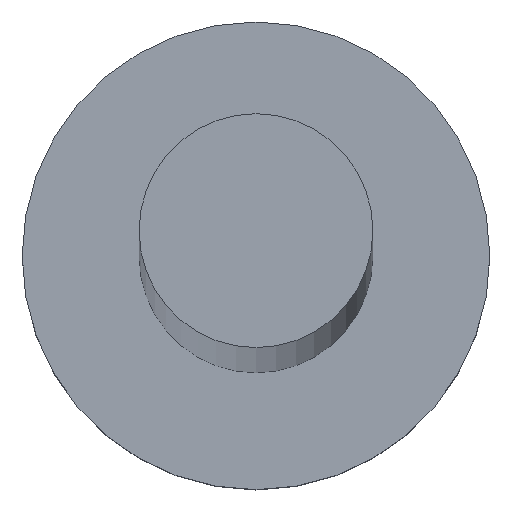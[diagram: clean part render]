
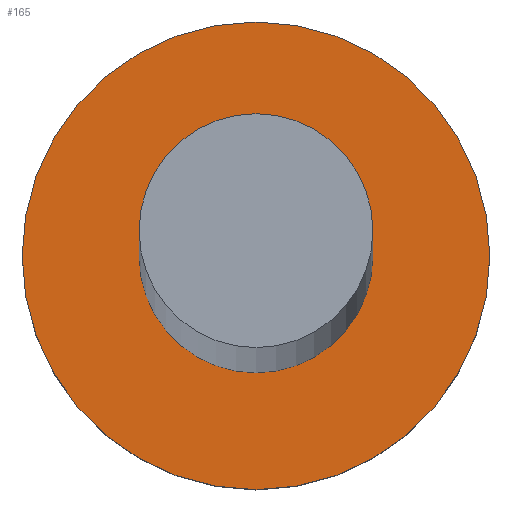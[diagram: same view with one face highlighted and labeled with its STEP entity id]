
A CAD part, top view. The second image highlights one B-rep face of the part: STEP entity #165.
In plain terms, the highlighted planar face has unit normal (0, 0, 1).
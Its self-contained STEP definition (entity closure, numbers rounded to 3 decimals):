
#6 = AXIS2_PLACEMENT_3D ( 'NONE', #155, #112, #91 ) ;
#7 = FACE_OUTER_BOUND ( 'NONE', #9, .T. ) ;
#9 = EDGE_LOOP ( 'NONE', ( #80, #178 ) ) ;
#11 = VERTEX_POINT ( 'NONE', #151 ) ;
#17 = EDGE_CURVE ( 'NONE', #224, #35, #218, .T. ) ;
#18 = DIRECTION ( 'NONE',  ( 1., 0., 0. ) ) ;
#20 = CARTESIAN_POINT ( 'NONE',  ( 0., 0., 3. ) ) ;
#28 = DIRECTION ( 'NONE',  ( 1., 0., 0. ) ) ;
#29 = EDGE_LOOP ( 'NONE', ( #144, #244 ) ) ;
#30 = DIRECTION ( 'NONE',  ( 0., 0., 1. ) ) ;
#32 = AXIS2_PLACEMENT_3D ( 'NONE', #189, #103, #150 ) ;
#35 = VERTEX_POINT ( 'NONE', #109 ) ;
#40 = EDGE_CURVE ( 'NONE', #11, #160, #64, .T. ) ;
#45 = CIRCLE ( 'NONE', #105, 4. ) ;
#55 = DIRECTION ( 'NONE',  ( 0., 0., 1. ) ) ;
#64 = CIRCLE ( 'NONE', #32, 4. ) ;
#65 = EDGE_CURVE ( 'NONE', #160, #11, #45, .T. ) ;
#77 = PLANE ( 'NONE',  #6 ) ;
#80 = ORIENTED_EDGE ( 'NONE', *, *, #65, .T. ) ;
#89 = DIRECTION ( 'NONE',  ( 1., 0., 0. ) ) ;
#91 = DIRECTION ( 'NONE',  ( 1., 0., 0. ) ) ;
#103 = DIRECTION ( 'NONE',  ( 0., 0., 1. ) ) ;
#105 = AXIS2_PLACEMENT_3D ( 'NONE', #20, #170, #89 ) ;
#109 = CARTESIAN_POINT ( 'NONE',  ( 2., 0., 3. ) ) ;
#112 = DIRECTION ( 'NONE',  ( 0., 0., 1. ) ) ;
#114 = FACE_BOUND ( 'NONE', #29, .T. ) ;
#126 = CARTESIAN_POINT ( 'NONE',  ( 0., 0., 3. ) ) ;
#144 = ORIENTED_EDGE ( 'NONE', *, *, #17, .F. ) ;
#150 = DIRECTION ( 'NONE',  ( 1., 0., 0. ) ) ;
#151 = CARTESIAN_POINT ( 'NONE',  ( 4., 0., 3. ) ) ;
#155 = CARTESIAN_POINT ( 'NONE',  ( 0., 0., 3. ) ) ;
#160 = VERTEX_POINT ( 'NONE', #192 ) ;
#162 = AXIS2_PLACEMENT_3D ( 'NONE', #169, #55, #18 ) ;
#163 = CARTESIAN_POINT ( 'NONE',  ( -2., 0., 3. ) ) ;
#165 = ADVANCED_FACE ( 'NONE', ( #114, #7 ), #77, .T. ) ;
#169 = CARTESIAN_POINT ( 'NONE',  ( 0., 0., 3. ) ) ;
#170 = DIRECTION ( 'NONE',  ( 0., 0., 1. ) ) ;
#178 = ORIENTED_EDGE ( 'NONE', *, *, #40, .T. ) ;
#189 = CARTESIAN_POINT ( 'NONE',  ( 0., 0., 3. ) ) ;
#192 = CARTESIAN_POINT ( 'NONE',  ( -4., 0., 3. ) ) ;
#211 = EDGE_CURVE ( 'NONE', #35, #224, #240, .T. ) ;
#218 = CIRCLE ( 'NONE', #162, 2. ) ;
#224 = VERTEX_POINT ( 'NONE', #163 ) ;
#225 = AXIS2_PLACEMENT_3D ( 'NONE', #126, #30, #28 ) ;
#240 = CIRCLE ( 'NONE', #225, 2. ) ;
#244 = ORIENTED_EDGE ( 'NONE', *, *, #211, .F. ) ;
